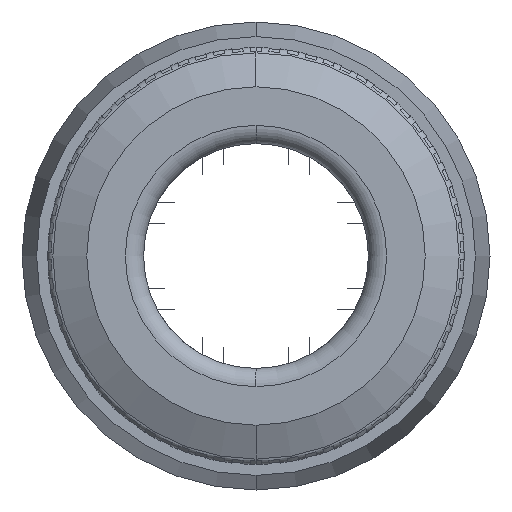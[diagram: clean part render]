
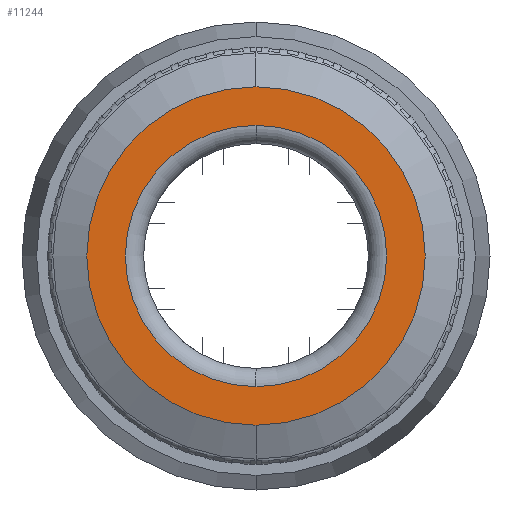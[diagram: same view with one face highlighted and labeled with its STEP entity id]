
A CAD part, front view. The second image highlights one B-rep face of the part: STEP entity #11244.
In plain terms, the highlighted planar face has unit normal (0, -1, 0).
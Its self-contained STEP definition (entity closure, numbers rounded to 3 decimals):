
#193 = DIRECTION ( 'NONE',  ( 0., 1., 0. ) ) ;
#1116 = CIRCLE ( 'NONE', #21346, 4.628 ) ;
#2979 = CARTESIAN_POINT ( 'NONE',  ( 0., -2.3, 0. ) ) ;
#3048 = EDGE_CURVE ( 'NONE', #14594, #31647, #7725, .T. ) ;
#3881 = DIRECTION ( 'NONE',  ( 0., 1., 0. ) ) ;
#3961 = AXIS2_PLACEMENT_3D ( 'NONE', #28542, #12140, #31268 ) ;
#4089 = CIRCLE ( 'NONE', #33869, 3.575 ) ;
#4164 = VERTEX_POINT ( 'NONE', #28332 ) ;
#5777 = VERTEX_POINT ( 'NONE', #25788 ) ;
#5919 = AXIS2_PLACEMENT_3D ( 'NONE', #29229, #12835, #31945 ) ;
#6851 = ORIENTED_EDGE ( 'NONE', *, *, #23898, .T. ) ;
#7725 = CIRCLE ( 'NONE', #17187, 3.575 ) ;
#7842 = CARTESIAN_POINT ( 'NONE',  ( 0., -2.3, 3.575 ) ) ;
#10630 = CIRCLE ( 'NONE', #3961, 4.628 ) ;
#10961 = CARTESIAN_POINT ( 'NONE',  ( 0., -2.3, -3.575 ) ) ;
#11244 = ADVANCED_FACE ( 'NONE', ( #23451, #29840 ), #18203, .T. ) ;
#11373 = ORIENTED_EDGE ( 'NONE', *, *, #3048, .T. ) ;
#12140 = DIRECTION ( 'NONE',  ( 0., 1., 0. ) ) ;
#12835 = DIRECTION ( 'NONE',  ( 0., -1., 0. ) ) ;
#14594 = VERTEX_POINT ( 'NONE', #10961 ) ;
#16495 = CARTESIAN_POINT ( 'NONE',  ( 0., -2.3, 0. ) ) ;
#17156 = EDGE_LOOP ( 'NONE', ( #6851, #11373 ) ) ;
#17187 = AXIS2_PLACEMENT_3D ( 'NONE', #2979, #34119, #26253 ) ;
#18203 = PLANE ( 'NONE',  #5919 ) ;
#18701 = ORIENTED_EDGE ( 'NONE', *, *, #33640, .F. ) ;
#19259 = DIRECTION ( 'NONE',  ( 0., 0., 1. ) ) ;
#20214 = CARTESIAN_POINT ( 'NONE',  ( 0., -2.3, 0. ) ) ;
#21346 = AXIS2_PLACEMENT_3D ( 'NONE', #20214, #3881, #22968 ) ;
#22968 = DIRECTION ( 'NONE',  ( 0., 0., -1. ) ) ;
#23451 = FACE_BOUND ( 'NONE', #17156, .T. ) ;
#23898 = EDGE_CURVE ( 'NONE', #31647, #14594, #4089, .T. ) ;
#25788 = CARTESIAN_POINT ( 'NONE',  ( 0., -2.3, 4.628 ) ) ;
#26253 = DIRECTION ( 'NONE',  ( 0., 0., 1. ) ) ;
#28332 = CARTESIAN_POINT ( 'NONE',  ( 0., -2.3, -4.628 ) ) ;
#28542 = CARTESIAN_POINT ( 'NONE',  ( 0., -2.3, 0. ) ) ;
#29229 = CARTESIAN_POINT ( 'NONE',  ( -4.628, -2.3, 0. ) ) ;
#29840 = FACE_OUTER_BOUND ( 'NONE', #31706, .T. ) ;
#30341 = ORIENTED_EDGE ( 'NONE', *, *, #32555, .F. ) ;
#31268 = DIRECTION ( 'NONE',  ( 0., 0., -1. ) ) ;
#31647 = VERTEX_POINT ( 'NONE', #7842 ) ;
#31706 = EDGE_LOOP ( 'NONE', ( #30341, #18701 ) ) ;
#31945 = DIRECTION ( 'NONE',  ( 0., 0., 1. ) ) ;
#32555 = EDGE_CURVE ( 'NONE', #4164, #5777, #10630, .T. ) ;
#33640 = EDGE_CURVE ( 'NONE', #5777, #4164, #1116, .T. ) ;
#33869 = AXIS2_PLACEMENT_3D ( 'NONE', #16495, #193, #19259 ) ;
#34119 = DIRECTION ( 'NONE',  ( 0., 1., 0. ) ) ;
